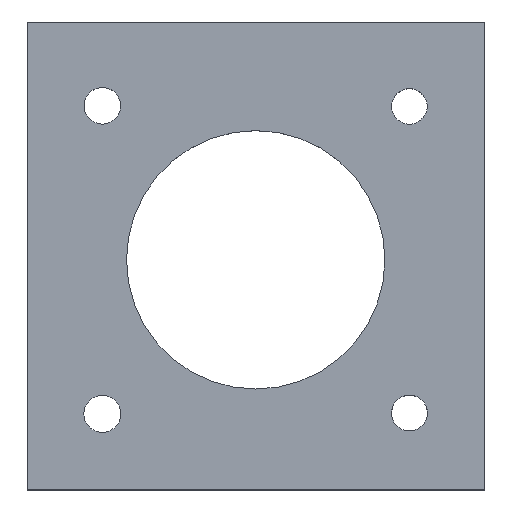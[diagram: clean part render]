
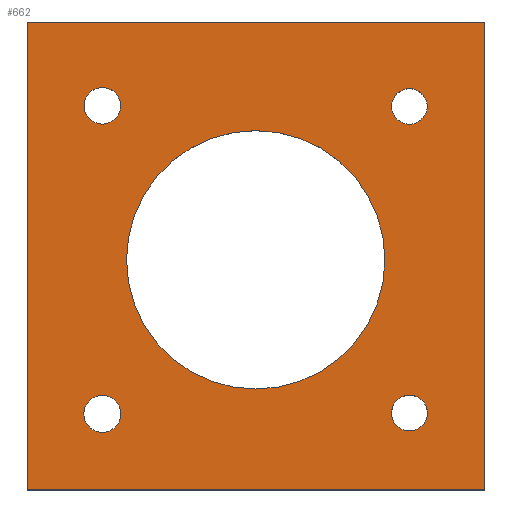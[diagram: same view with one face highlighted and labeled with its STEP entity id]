
A CAD part, top view. The second image highlights one B-rep face of the part: STEP entity #662.
In plain terms, the highlighted planar face has unit normal (0, 0, 1).
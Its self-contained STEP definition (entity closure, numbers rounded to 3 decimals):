
#19=FACE_BOUND('',#113,.T.);
#20=FACE_BOUND('',#114,.T.);
#21=FACE_BOUND('',#115,.T.);
#22=FACE_BOUND('',#116,.T.);
#23=FACE_BOUND('',#117,.T.);
#41=CIRCLE('',#714,1.806);
#43=CIRCLE('',#717,1.792);
#45=CIRCLE('',#720,13.038);
#47=CIRCLE('',#723,1.845);
#49=CIRCLE('',#726,1.866);
#79=FACE_OUTER_BOUND('',#112,.T.);
#112=EDGE_LOOP('',(#523,#524,#525,#526));
#113=EDGE_LOOP('',(#527));
#114=EDGE_LOOP('',(#528));
#115=EDGE_LOOP('',(#529));
#116=EDGE_LOOP('',(#530));
#117=EDGE_LOOP('',(#531));
#179=LINE('',#1024,#252);
#183=LINE('',#1031,#256);
#189=LINE('',#1064,#262);
#190=LINE('',#1065,#263);
#252=VECTOR('',#828,10.);
#256=VECTOR('',#834,10.);
#262=VECTOR('',#872,10.);
#263=VECTOR('',#873,10.);
#322=VERTEX_POINT('',#1021);
#323=VERTEX_POINT('',#1023);
#325=VERTEX_POINT('',#1029);
#326=VERTEX_POINT('',#1033);
#328=VERTEX_POINT('',#1039);
#330=VERTEX_POINT('',#1045);
#332=VERTEX_POINT('',#1051);
#334=VERTEX_POINT('',#1057);
#336=VERTEX_POINT('',#1063);
#393=EDGE_CURVE('',#323,#322,#179,.T.);
#397=EDGE_CURVE('',#322,#325,#183,.T.);
#398=EDGE_CURVE('',#326,#326,#41,.T.);
#401=EDGE_CURVE('',#328,#328,#43,.T.);
#404=EDGE_CURVE('',#330,#330,#45,.T.);
#407=EDGE_CURVE('',#332,#332,#47,.T.);
#410=EDGE_CURVE('',#334,#334,#49,.T.);
#413=EDGE_CURVE('',#325,#336,#189,.T.);
#414=EDGE_CURVE('',#336,#323,#190,.T.);
#523=ORIENTED_EDGE('',*,*,#393,.T.);
#524=ORIENTED_EDGE('',*,*,#397,.T.);
#525=ORIENTED_EDGE('',*,*,#413,.T.);
#526=ORIENTED_EDGE('',*,*,#414,.T.);
#527=ORIENTED_EDGE('',*,*,#398,.T.);
#528=ORIENTED_EDGE('',*,*,#401,.T.);
#529=ORIENTED_EDGE('',*,*,#404,.T.);
#530=ORIENTED_EDGE('',*,*,#407,.T.);
#531=ORIENTED_EDGE('',*,*,#410,.T.);
#629=PLANE('',#728);
#662=ADVANCED_FACE('',(#79,#19,#20,#21,#22,#23),#629,.T.);
#714=AXIS2_PLACEMENT_3D('',#1034,#837,#838);
#717=AXIS2_PLACEMENT_3D('',#1040,#844,#845);
#720=AXIS2_PLACEMENT_3D('',#1046,#851,#852);
#723=AXIS2_PLACEMENT_3D('',#1052,#858,#859);
#726=AXIS2_PLACEMENT_3D('',#1058,#865,#866);
#728=AXIS2_PLACEMENT_3D('',#1062,#870,#871);
#828=DIRECTION('',(-1.,0.,0.));
#834=DIRECTION('',(0.,-1.,0.));
#837=DIRECTION('center_axis',(0.,0.,-1.));
#838=DIRECTION('ref_axis',(1.,0.,0.));
#844=DIRECTION('center_axis',(0.,0.,-1.));
#845=DIRECTION('ref_axis',(1.,0.,0.));
#851=DIRECTION('center_axis',(0.,0.,-1.));
#852=DIRECTION('ref_axis',(1.,0.,0.));
#858=DIRECTION('center_axis',(0.,0.,-1.));
#859=DIRECTION('ref_axis',(1.,0.,0.));
#865=DIRECTION('center_axis',(0.,0.,-1.));
#866=DIRECTION('ref_axis',(1.,0.,0.));
#870=DIRECTION('center_axis',(0.,0.,1.));
#871=DIRECTION('ref_axis',(1.,0.,0.));
#872=DIRECTION('',(1.,0.,0.));
#873=DIRECTION('',(0.,1.,0.));
#1021=CARTESIAN_POINT('',(-2.,45.,15.));
#1023=CARTESIAN_POINT('',(44.057,45.,15.));
#1024=CARTESIAN_POINT('',(44.057,45.,15.));
#1029=CARTESIAN_POINT('',(-2.,-2.127,15.));
#1031=CARTESIAN_POINT('',(-2.,45.,15.));
#1033=CARTESIAN_POINT('',(34.71,5.535,15.));
#1034=CARTESIAN_POINT('Origin',(36.517,5.535,15.));
#1039=CARTESIAN_POINT('',(34.725,36.475,15.));
#1040=CARTESIAN_POINT('Origin',(36.517,36.475,15.));
#1045=CARTESIAN_POINT('',(7.962,21.,15.));
#1046=CARTESIAN_POINT('Origin',(21.,21.,15.));
#1051=CARTESIAN_POINT('',(3.672,36.542,15.));
#1052=CARTESIAN_POINT('Origin',(5.517,36.542,15.));
#1057=CARTESIAN_POINT('',(3.655,5.453,15.));
#1058=CARTESIAN_POINT('Origin',(5.522,5.453,15.));
#1062=CARTESIAN_POINT('Origin',(21.029,22.436,15.));
#1063=CARTESIAN_POINT('',(44.057,-2.127,15.));
#1064=CARTESIAN_POINT('',(-2.,-2.127,15.));
#1065=CARTESIAN_POINT('',(44.057,-2.127,15.));
